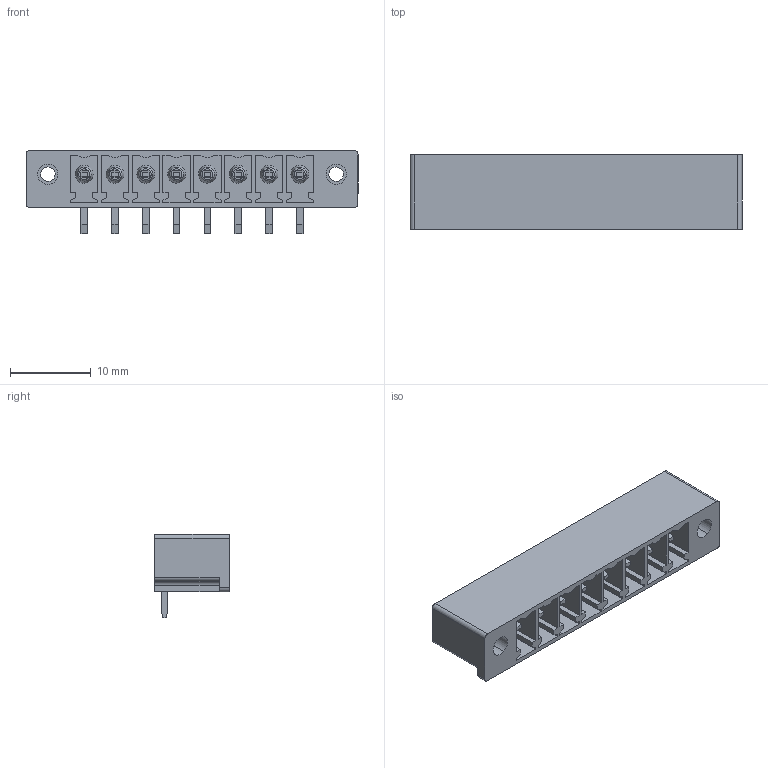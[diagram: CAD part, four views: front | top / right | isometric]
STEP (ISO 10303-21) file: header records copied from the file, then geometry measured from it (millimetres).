
FILE_DESCRIPTION(('CATIA V5 STEP Exchange','CAx-IF Rec.Pracs.--- Model Styling and Organization---1.2---2011-12-15'),'2;1');
FILE_NAME ('D1447441_0', '2018-10-12T04:44:07+00:00', ('none'), ('Weidmueller'), 'CATIA Version 5-6 Release 2014', 'CATIA V5 STEP AP214', 'none');
FILE_SCHEMA(('AUTOMOTIVE_DESIGN { 1 0 10303 214 1 1 1 1 }'));
Length unit declared in the file: millimetre
Products named in the file (1): 1038110000
Bounding box: 41.07 x 9.2 x 10.3 mm (x, y, z)
Volume: 1345.1 mm3; surface area: 3425.5 mm2
Topology: 9 solids, 9 shells, 542 faces, 1498 edges, 992 vertices
Faces by surface type: plane 466, cylinder 40, cone 20, torus 16
Entity records: 15828 total; most frequent: ORIENTED_EDGE 2996, CARTESIAN_POINT 2810, DIRECTION 2136, EDGE_CURVE 1498, VECTOR 1350, LINE 1350, VERTEX_POINT 992, EDGE_LOOP 580
